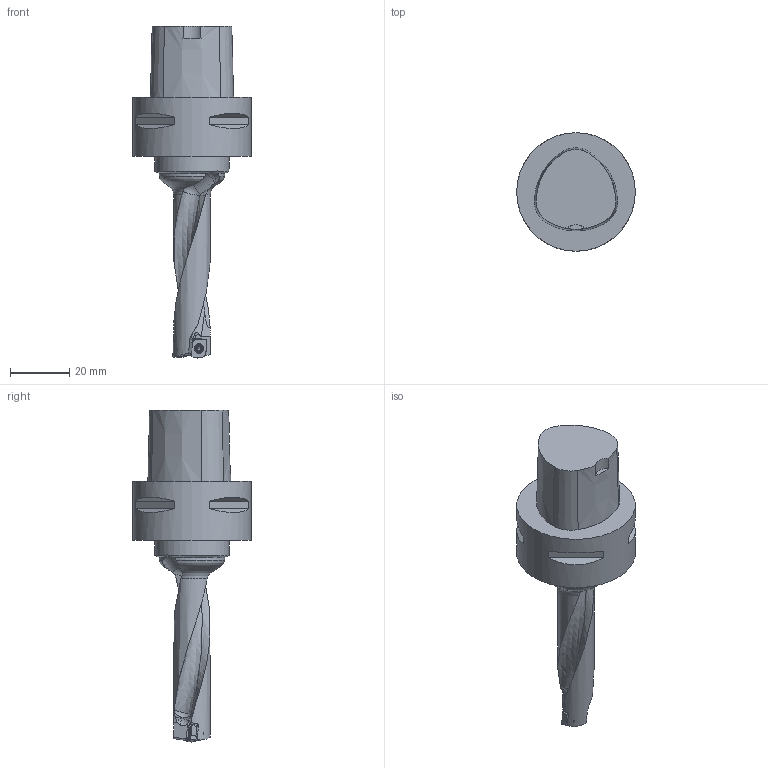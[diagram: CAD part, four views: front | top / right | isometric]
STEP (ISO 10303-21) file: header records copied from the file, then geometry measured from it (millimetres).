
FILE_DESCRIPTION(/* description */ (''),/* implementation_level */ '2;1');
FILE_NAME(/* name */ 'toolassembly_1.stp',/* time_stamp */ '2020-07-08T12:47:31+02:00',/* author */ (''),/* organization */ ('SMS'),/* preprocessor_version */ 'ST-DEVELOPER v16.7',/* originating_system */ 'SIEMENS PLM Software NX 12.0',/* authorisation */ '');
FILE_SCHEMA (('AUTOMOTIVE_DESIGN { 1 0 10303 214 3 1 1 1 }'));
Length unit declared in the file: millimetre
Products named in the file (5): CUT_20200708124516; CUT_20200708124514; NOCUT_20200708124507; ASSEMBLY_CONSTRUCTION; TOOLASSEMBLY_1
Assembly tree (4 placements, depth 2):
  TOOLASSEMBLY_1
    ASSEMBLY_CONSTRUCTION
    NOCUT_20200708124507
    CUT_20200708124514
    CUT_20200708124516
Bounding box: 40 x 40 x 112 mm (x, y, z)
Volume: 46163.7 mm3; surface area: 10723.2 mm2
Topology: 3 solids, 4 shells, 283 faces, 752 edges, 488 vertices
Faces by surface type: plane 116, cylinder 68, cone 33, extrusion 24, bspline 14, torus 14, sphere 12, revolution 2
Full cylindrical faces by diameter (mm): 1.68 x2, 2.2 x2, 2.66 x2, 25 x1, 40 x1
Entity records: 11673 total; most frequent: CARTESIAN_POINT 4718, ORIENTED_EDGE 1406, DIRECTION 1377, EDGE_CURVE 703, AXIS2_PLACEMENT_3D 545, VERTEX_POINT 469, EDGE_LOOP 328, VECTOR 285
